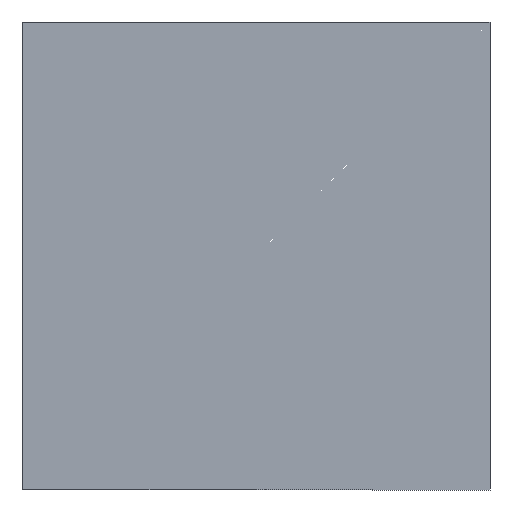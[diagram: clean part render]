
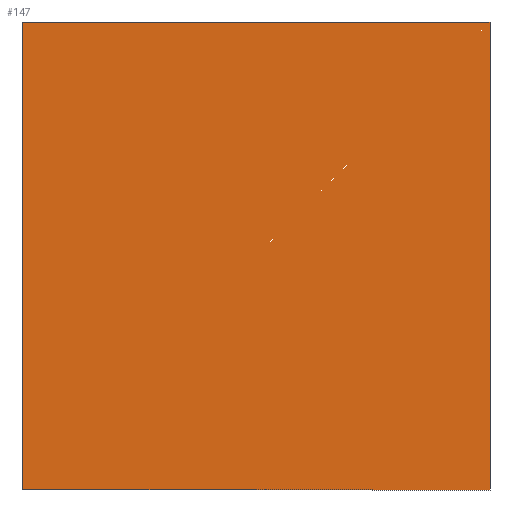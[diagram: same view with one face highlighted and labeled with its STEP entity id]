
A CAD part, front view. The second image highlights one B-rep face of the part: STEP entity #147.
In plain terms, the highlighted planar face has unit normal (0, -1, 0).
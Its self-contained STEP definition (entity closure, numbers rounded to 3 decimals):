
#7 = VERTEX_POINT ( 'NONE', #320 ) ;
#37 = DIRECTION ( 'NONE',  ( 0., 1., 0. ) ) ;
#49 = VERTEX_POINT ( 'NONE', #185 ) ;
#51 = VECTOR ( 'NONE', #228, 1000. ) ;
#62 = DIRECTION ( 'NONE',  ( 0., 0., 1. ) ) ;
#103 = CARTESIAN_POINT ( 'NONE',  ( -0.75, 0., 0.75 ) ) ;
#117 = VECTOR ( 'NONE', #165, 1000. ) ;
#119 = LINE ( 'NONE', #413, #283 ) ;
#129 = LINE ( 'NONE', #333, #212 ) ;
#143 = ORIENTED_EDGE ( 'NONE', *, *, #377, .F. ) ;
#147 = ADVANCED_FACE ( 'NONE', ( #312 ), #254, .F. ) ;
#165 = DIRECTION ( 'NONE',  ( -1., 0., 0. ) ) ;
#185 = CARTESIAN_POINT ( 'NONE',  ( 0.75, 0., 0.75 ) ) ;
#192 = CARTESIAN_POINT ( 'NONE',  ( -0.75, 0., -0.75 ) ) ;
#194 = DIRECTION ( 'NONE',  ( 0., 0., -1. ) ) ;
#201 = LINE ( 'NONE', #192, #117 ) ;
#212 = VECTOR ( 'NONE', #62, 1000. ) ;
#228 = DIRECTION ( 'NONE',  ( 1., 0., 0. ) ) ;
#229 = EDGE_LOOP ( 'NONE', ( #143, #363, #405, #237 ) ) ;
#231 = CARTESIAN_POINT ( 'NONE',  ( -0.75, 0., 0.75 ) ) ;
#232 = CARTESIAN_POINT ( 'NONE',  ( 0., 0., 0. ) ) ;
#237 = ORIENTED_EDGE ( 'NONE', *, *, #346, .F. ) ;
#254 = PLANE ( 'NONE',  #279 ) ;
#261 = DIRECTION ( 'NONE',  ( 0., 0., 1. ) ) ;
#270 = EDGE_CURVE ( 'NONE', #49, #354, #119, .T. ) ;
#279 = AXIS2_PLACEMENT_3D ( 'NONE', #232, #37, #261 ) ;
#283 = VECTOR ( 'NONE', #194, 1000. ) ;
#312 = FACE_OUTER_BOUND ( 'NONE', #229, .T. ) ;
#320 = CARTESIAN_POINT ( 'NONE',  ( -0.75, 0., -0.75 ) ) ;
#330 = CARTESIAN_POINT ( 'NONE',  ( 0.75, 0., -0.75 ) ) ;
#333 = CARTESIAN_POINT ( 'NONE',  ( -0.75, 0., -0.75 ) ) ;
#346 = EDGE_CURVE ( 'NONE', #393, #49, #394, .T. ) ;
#354 = VERTEX_POINT ( 'NONE', #330 ) ;
#363 = ORIENTED_EDGE ( 'NONE', *, *, #396, .F. ) ;
#377 = EDGE_CURVE ( 'NONE', #7, #393, #129, .T. ) ;
#393 = VERTEX_POINT ( 'NONE', #231 ) ;
#394 = LINE ( 'NONE', #103, #51 ) ;
#396 = EDGE_CURVE ( 'NONE', #354, #7, #201, .T. ) ;
#405 = ORIENTED_EDGE ( 'NONE', *, *, #270, .F. ) ;
#413 = CARTESIAN_POINT ( 'NONE',  ( 0.75, 0., -0.75 ) ) ;
